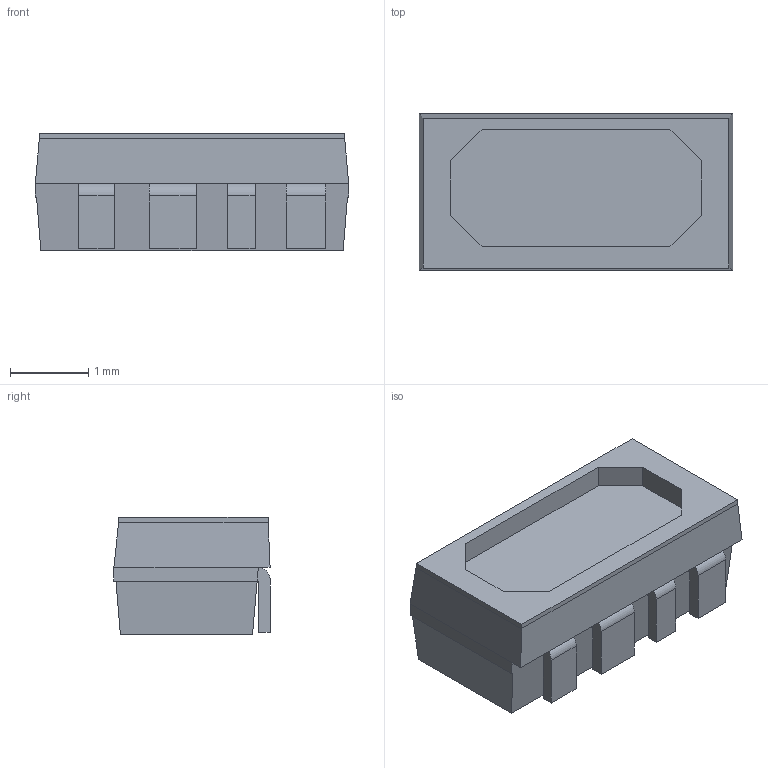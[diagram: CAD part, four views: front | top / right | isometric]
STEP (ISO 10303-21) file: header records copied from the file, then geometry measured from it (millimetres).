
FILE_DESCRIPTION(/* description */ (''),/* implementation_level */ '2;1');
FILE_NAME(/* name */ 'SK6812-Side.step',/* time_stamp */ '2021-12-27T21:46:08+01:00',/* author */ (''),/* organization */ (''),/* preprocessor_version */ 'ST-DEVELOPER v18.1',/* originating_system */ 'Autodesk Translation Framework v10.10.0.1391',/* authorisation */ '');
FILE_SCHEMA (('AUTOMOTIVE_DESIGN { 1 0 10303 214 3 1 1 }'));
Length unit declared in the file: millimetre
Products named in the file (1): SK6812-Side
Bounding box: 4 x 2 x 1.5 mm (x, y, z)
Volume: 9.8 mm3; surface area: 38.4 mm2
Topology: 1 solids, 1 shells, 56 faces, 153 edges, 100 vertices
Faces by surface type: plane 52, cylinder 4
Entity records: 1813 total; most frequent: CARTESIAN_POINT 310, ORIENTED_EDGE 306, DIRECTION 275, EDGE_CURVE 153, LINE 145, VECTOR 145, VERTEX_POINT 100, AXIS2_PLACEMENT_3D 65
